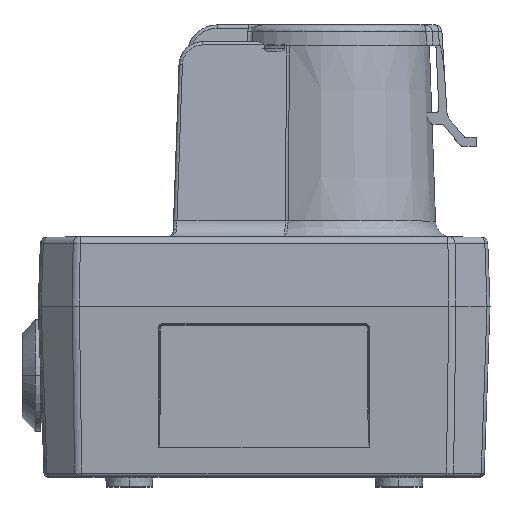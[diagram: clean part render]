
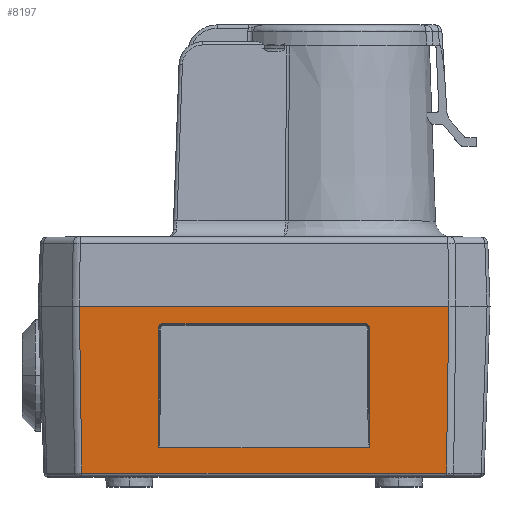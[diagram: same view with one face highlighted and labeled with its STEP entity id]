
A CAD part, top view. The second image highlights one B-rep face of the part: STEP entity #8197.
In plain terms, the highlighted planar face has unit normal (0, -0.035, 0.999).
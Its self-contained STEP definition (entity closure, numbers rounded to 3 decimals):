
#1882 = EDGE_CURVE ( 'NONE', #40622, #39158, #21609, .T. ) ;
#2927 = CARTESIAN_POINT ( 'NONE',  ( 31.288, -41.523, 65.55 ) ) ;
#2997 = CARTESIAN_POINT ( 'NONE',  ( -30.762, -4.71, 66.836 ) ) ;
#3192 = CARTESIAN_POINT ( 'NONE',  ( -56.037, 0., 67. ) ) ;
#3369 = VECTOR ( 'NONE', #43200, 1000. ) ;
#3431 = DIRECTION ( 'NONE',  ( 0.014, 0.999, 0.035 ) ) ;
#3643 = DIRECTION ( 'NONE',  ( -1., 0., 0. ) ) ;
#3685 = CARTESIAN_POINT ( 'NONE',  ( -31.298, -41.519, 65.55 ) ) ;
#4033 = CARTESIAN_POINT ( 'NONE',  ( -31.285, -41.523, 65.55 ) ) ;
#4777 = B_SPLINE_CURVE_WITH_KNOTS ( 'NONE', 3,
 ( #27951, #42319, #10065, #24399, #38750, #6499, #20882, #35219, #2927, #17329 ),
 .UNSPECIFIED., .F., .F.,
 ( 4, 3, 3, 4 ),
 ( 0., 0., 0., 0. ),
 .UNSPECIFIED. ) ;
#6499 = CARTESIAN_POINT ( 'NONE',  ( 31.294, -41.521, 65.55 ) ) ;
#6681 = DIRECTION ( 'NONE',  ( 1., 0., 0. ) ) ;
#7264 = CARTESIAN_POINT ( 'NONE',  ( -31.295, -41.521, 65.55 ) ) ;
#8197 = ADVANCED_FACE ( 'NONE', ( #27997, #42357 ), #10106, .T. ) ;
#8751 = ORIENTED_EDGE ( 'NONE', *, *, #25945, .T. ) ;
#9091 = VECTOR ( 'NONE', #3643, 1000. ) ;
#9194 = ORIENTED_EDGE ( 'NONE', *, *, #21851, .F. ) ;
#9333 = CARTESIAN_POINT ( 'NONE',  ( -56.037, -4.71, 66.836 ) ) ;
#9414 = LINE ( 'NONE', #23778, #45034 ) ;
#9928 = CARTESIAN_POINT ( 'NONE',  ( 30., -4.71, 66.836 ) ) ;
#9942 = CARTESIAN_POINT ( 'NONE',  ( 31.3, -5.249, 66.817 ) ) ;
#9975 = EDGE_CURVE ( 'NONE', #41978, #22195, #21408, .T. ) ;
#9992 = CARTESIAN_POINT ( 'NONE',  ( 31.3, 0., 67. ) ) ;
#10065 = CARTESIAN_POINT ( 'NONE',  ( 31.298, -41.519, 65.55 ) ) ;
#10106 = PLANE ( 'NONE',  #29128 ) ;
#10288 = ORIENTED_EDGE ( 'NONE', *, *, #9975, .T. ) ;
#10798 = CARTESIAN_POINT ( 'NONE',  ( -31.288, -41.523, 65.55 ) ) ;
#11261 = CARTESIAN_POINT ( 'NONE',  ( 31.3, -41.517, 65.55 ) ) ;
#11581 = VECTOR ( 'NONE', #42310, 1000. ) ;
#13560 = LINE ( 'NONE', #27937, #11581 ) ;
#14088 = EDGE_CURVE ( 'NONE', #34876, #27286, #14450, .T. ) ;
#14364 = EDGE_LOOP ( 'NONE', ( #45132, #15691, #18181, #35345, #8751, #15126, #34866, #22038 ) ) ;
#14450 = LINE ( 'NONE', #28825, #3369 ) ;
#15126 = ORIENTED_EDGE ( 'NONE', *, *, #46040, .T. ) ;
#15691 = ORIENTED_EDGE ( 'NONE', *, *, #21597, .T. ) ;
#15785 = CARTESIAN_POINT ( 'NONE',  ( -54.085, -49.035, 65.288 ) ) ;
#15868 = VERTEX_POINT ( 'NONE', #41025 ) ;
#16050 = ORIENTED_EDGE ( 'NONE', *, *, #16418, .T. ) ;
#16418 = EDGE_CURVE ( 'NONE', #27286, #41978, #13560, .T. ) ;
#17329 = CARTESIAN_POINT ( 'NONE',  ( 31.285, -41.523, 65.55 ) ) ;
#17395 = CARTESIAN_POINT ( 'NONE',  ( -30., -4.71, 66.836 ) ) ;
#17593 = DIRECTION ( 'NONE',  ( 0., -0.035, 0.999 ) ) ;
#18110 = CARTESIAN_POINT ( 'NONE',  ( -31.299, -41.518, 65.55 ) ) ;
#18181 = ORIENTED_EDGE ( 'NONE', *, *, #1882, .T. ) ;
#19406 = EDGE_CURVE ( 'NONE', #34607, #31011, #41605, .T. ) ;
#20882 = CARTESIAN_POINT ( 'NONE',  ( 31.293, -41.522, 65.55 ) ) ;
#20949 = CARTESIAN_POINT ( 'NONE',  ( -31.3, -6.01, 66.79 ) ) ;
#21179 = VECTOR ( 'NONE', #3431, 1000. ) ;
#21408 = LINE ( 'NONE', #35721, #21179 ) ;
#21597 = EDGE_CURVE ( 'NONE', #35995, #40622, #4777, .T. ) ;
#21609 = LINE ( 'NONE', #35937, #9091 ) ;
#21653 = CARTESIAN_POINT ( 'NONE',  ( -31.296, -41.52, 65.55 ) ) ;
#21851 = EDGE_CURVE ( 'NONE', #34876, #22195, #34935, .T. ) ;
#22038 = ORIENTED_EDGE ( 'NONE', *, *, #34677, .T. ) ;
#22195 = VERTEX_POINT ( 'NONE', #39346 ) ;
#22759 =( BOUNDED_CURVE ( )  B_SPLINE_CURVE ( 3, ( #20949, #35285, #2997, #17395 ),
 .UNSPECIFIED., .F., .T. ) 
 B_SPLINE_CURVE_WITH_KNOTS ( ( 4, 4 ),
 ( 1.571, 3.142 ),
 .UNSPECIFIED. ) 
 CURVE ( )  GEOMETRIC_REPRESENTATION_ITEM ( )  RATIONAL_B_SPLINE_CURVE ( ( 1., 0.805, 0.805, 1. ) ) 
 REPRESENTATION_ITEM ( '' )  );
#23692 = DIRECTION ( 'NONE',  ( 1., 0., 0. ) ) ;
#23778 = CARTESIAN_POINT ( 'NONE',  ( -31.3, 0., 67. ) ) ;
#24282 = CARTESIAN_POINT ( 'NONE',  ( 31.3, -6.01, 66.79 ) ) ;
#24326 = DIRECTION ( 'NONE',  ( 0., -0.999, -0.035 ) ) ;
#24399 = CARTESIAN_POINT ( 'NONE',  ( 31.297, -41.519, 65.55 ) ) ;
#25161 = CARTESIAN_POINT ( 'NONE',  ( -31.291, -41.522, 65.55 ) ) ;
#25695 = CARTESIAN_POINT ( 'NONE',  ( -31.3, -6.01, 66.79 ) ) ;
#25945 = EDGE_CURVE ( 'NONE', #15868, #34529, #9414, .T. ) ;
#27286 = VERTEX_POINT ( 'NONE', #15785 ) ;
#27712 = CARTESIAN_POINT ( 'NONE',  ( 31.285, -41.523, 65.55 ) ) ;
#27812 = CARTESIAN_POINT ( 'NONE',  ( 30., -4.71, 66.836 ) ) ;
#27937 = CARTESIAN_POINT ( 'NONE',  ( 54.071, -49.035, 65.288 ) ) ;
#27951 = CARTESIAN_POINT ( 'NONE',  ( 31.3, -41.517, 65.55 ) ) ;
#27997 = FACE_BOUND ( 'NONE', #14364, .T. ) ;
#28825 = CARTESIAN_POINT ( 'NONE',  ( -54.795, 0.018, 67.001 ) ) ;
#29128 = AXIS2_PLACEMENT_3D ( 'NONE', #3192, #17593, #31962 ) ;
#29643 = CARTESIAN_POINT ( 'NONE',  ( 31.3, -6.01, 66.79 ) ) ;
#30048 = VECTOR ( 'NONE', #6681, 1000. ) ;
#31011 = VERTEX_POINT ( 'NONE', #9928 ) ;
#31962 = DIRECTION ( 'NONE',  ( 0., 0.999, 0.035 ) ) ;
#32478 = CARTESIAN_POINT ( 'NONE',  ( -31.3, -41.517, 65.55 ) ) ;
#32641 = CARTESIAN_POINT ( 'NONE',  ( -54.802, 0.5, 67.017 ) ) ;
#32784 = VECTOR ( 'NONE', #23692, 1000. ) ;
#33327 = VERTEX_POINT ( 'NONE', #29643 ) ;
#34308 = CARTESIAN_POINT ( 'NONE',  ( 54.085, -49.035, 65.288 ) ) ;
#34440 = EDGE_CURVE ( 'NONE', #33327, #35995, #42244, .T. ) ;
#34529 = VERTEX_POINT ( 'NONE', #25695 ) ;
#34607 = VERTEX_POINT ( 'NONE', #37939 ) ;
#34677 = EDGE_CURVE ( 'NONE', #31011, #33327, #35815, .T. ) ;
#34866 = ORIENTED_EDGE ( 'NONE', *, *, #19406, .T. ) ;
#34876 = VERTEX_POINT ( 'NONE', #32641 ) ;
#34935 = LINE ( 'NONE', #38930, #30048 ) ;
#35219 = CARTESIAN_POINT ( 'NONE',  ( 31.29, -41.522, 65.55 ) ) ;
#35285 = CARTESIAN_POINT ( 'NONE',  ( -31.3, -5.249, 66.817 ) ) ;
#35345 = ORIENTED_EDGE ( 'NONE', *, *, #37976, .T. ) ;
#35721 = CARTESIAN_POINT ( 'NONE',  ( 54.772, -1.601, 66.944 ) ) ;
#35815 =( BOUNDED_CURVE ( )  B_SPLINE_CURVE ( 3, ( #27812, #42193, #9942, #24282 ),
 .UNSPECIFIED., .F., .T. ) 
 B_SPLINE_CURVE_WITH_KNOTS ( ( 4, 4 ),
 ( 3.142, 4.712 ),
 .UNSPECIFIED. ) 
 CURVE ( )  GEOMETRIC_REPRESENTATION_ITEM ( )  RATIONAL_B_SPLINE_CURVE ( ( 1., 0.805, 0.805, 1. ) ) 
 REPRESENTATION_ITEM ( '' )  );
#35937 = CARTESIAN_POINT ( 'NONE',  ( -56.037, -41.523, 65.55 ) ) ;
#35984 = CARTESIAN_POINT ( 'NONE',  ( -31.297, -41.519, 65.55 ) ) ;
#35995 = VERTEX_POINT ( 'NONE', #11261 ) ;
#37268 = B_SPLINE_CURVE_WITH_KNOTS ( 'NONE', 3,
 ( #43097, #10798, #25161, #39521, #7264, #21653, #35984, #3685, #18110, #32478 ),
 .UNSPECIFIED., .F., .F.,
 ( 4, 3, 3, 4 ),
 ( 0., 0., 0., 0. ),
 .UNSPECIFIED. ) ;
#37939 = CARTESIAN_POINT ( 'NONE',  ( -30., -4.71, 66.836 ) ) ;
#37976 = EDGE_CURVE ( 'NONE', #39158, #15868, #37268, .T. ) ;
#38123 = DIRECTION ( 'NONE',  ( 0., 0.999, 0.035 ) ) ;
#38750 = CARTESIAN_POINT ( 'NONE',  ( 31.296, -41.52, 65.55 ) ) ;
#38902 = VECTOR ( 'NONE', #24326, 1000. ) ;
#38930 = CARTESIAN_POINT ( 'NONE',  ( 0., 0.5, 67.017 ) ) ;
#39158 = VERTEX_POINT ( 'NONE', #4033 ) ;
#39346 = CARTESIAN_POINT ( 'NONE',  ( 54.802, 0.5, 67.017 ) ) ;
#39521 = CARTESIAN_POINT ( 'NONE',  ( -31.294, -41.521, 65.55 ) ) ;
#40457 = EDGE_LOOP ( 'NONE', ( #41680, #16050, #10288, #9194 ) ) ;
#40622 = VERTEX_POINT ( 'NONE', #27712 ) ;
#41025 = CARTESIAN_POINT ( 'NONE',  ( -31.3, -41.517, 65.55 ) ) ;
#41605 = LINE ( 'NONE', #9333, #32784 ) ;
#41680 = ORIENTED_EDGE ( 'NONE', *, *, #14088, .T. ) ;
#41978 = VERTEX_POINT ( 'NONE', #34308 ) ;
#42193 = CARTESIAN_POINT ( 'NONE',  ( 30.762, -4.71, 66.836 ) ) ;
#42244 = LINE ( 'NONE', #9992, #38902 ) ;
#42310 = DIRECTION ( 'NONE',  ( 1., 0., 0. ) ) ;
#42319 = CARTESIAN_POINT ( 'NONE',  ( 31.299, -41.518, 65.55 ) ) ;
#42357 = FACE_OUTER_BOUND ( 'NONE', #40457, .T. ) ;
#43097 = CARTESIAN_POINT ( 'NONE',  ( -31.285, -41.523, 65.55 ) ) ;
#43200 = DIRECTION ( 'NONE',  ( 0.014, -0.999, -0.035 ) ) ;
#45034 = VECTOR ( 'NONE', #38123, 1000. ) ;
#45132 = ORIENTED_EDGE ( 'NONE', *, *, #34440, .T. ) ;
#46040 = EDGE_CURVE ( 'NONE', #34529, #34607, #22759, .T. ) ;
